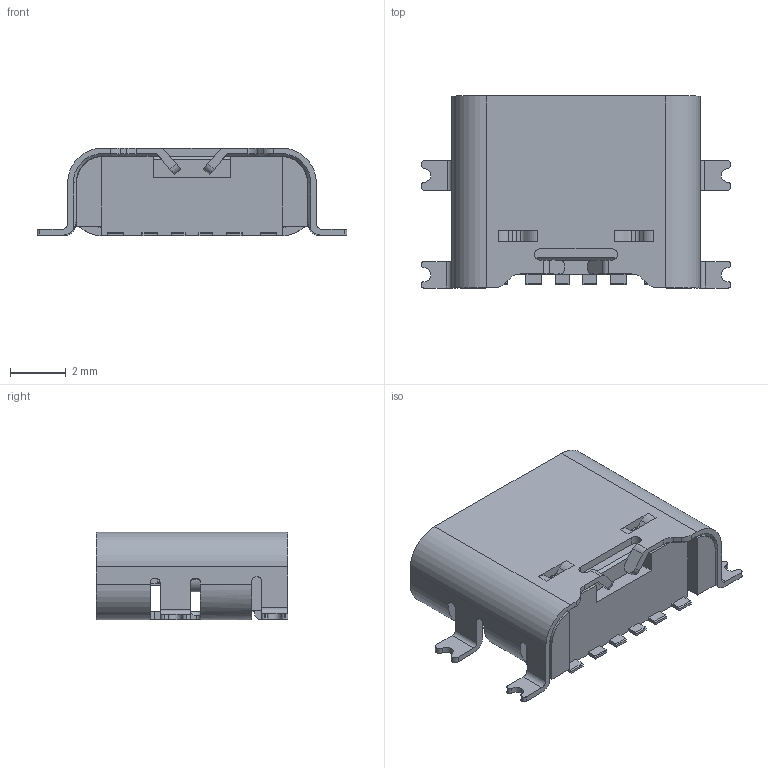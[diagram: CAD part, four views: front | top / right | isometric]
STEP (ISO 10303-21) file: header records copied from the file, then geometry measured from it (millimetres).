
FILE_DESCRIPTION(/* description */ ('STEP AP242','CAx-IF Rec.Pracs.---Representation and Presentation of Product Manufacturing Information (PMI)---4.0---2014-10-13','CAx-IF Rec.Pracs.---3D Tessellated Geometry---0.4---2014-09-14','2;1'),/* implementation_level */ '2;1');
FILE_NAME(/* name */ '65790d0a7c8b120132bef597',/* time_stamp */ '2023-12-13T01:46:51Z',/* author */ (''),/* organization */ (''),/* preprocessor_version */ 'ST-DEVELOPER v19.4',/* originating_system */ ' ',/* authorisation */ ' ');
FILE_SCHEMA (('AP242_MANAGED_MODEL_BASED_3D_ENGINEERING_MIM_LF { 1 0 10303 442 1 1 4 }'));
Length unit declared in the file: metre
Products named in the file (1): USB-C
Bounding box: 11.14 x 6.9 x 3.16 mm (x, y, z)
Volume: 91.9 mm3; surface area: 442.9 mm2
Topology: 1 solids, 1 shells, 774 faces, 2222 edges, 1438 vertices
Faces by surface type: plane 559, cylinder 179, cone 20, torus 12, sphere 4
Entity records: 30526 total; most frequent: CARTESIAN_POINT 4471, ORIENTED_EDGE 4444, DIRECTION 4196, EDGE_CURVE 2222, LINE 1770, VECTOR 1770, VERTEX_POINT 1438, AXIS2_PLACEMENT_3D 1213
